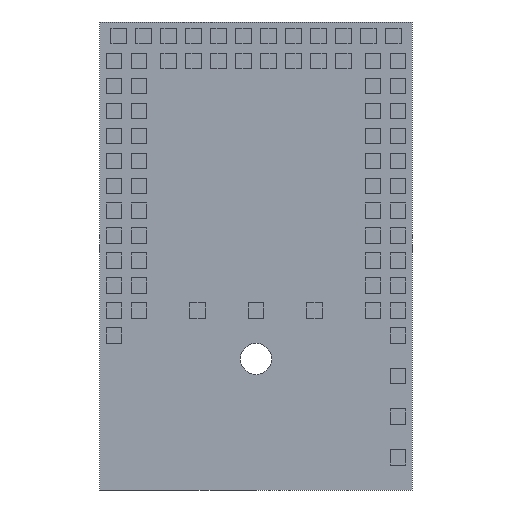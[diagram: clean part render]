
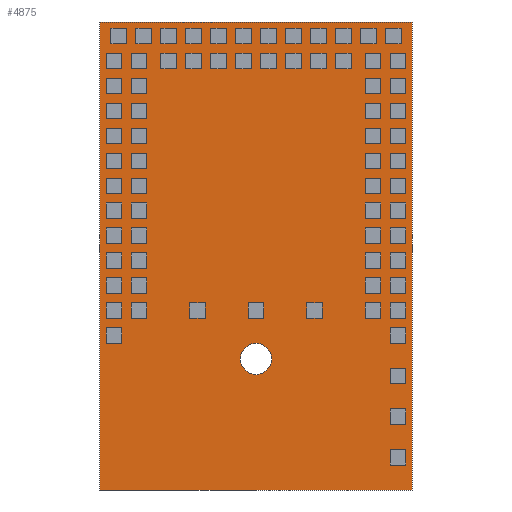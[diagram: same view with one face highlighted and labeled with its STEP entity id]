
A CAD part, front view. The second image highlights one B-rep face of the part: STEP entity #4875.
In plain terms, the highlighted planar face has unit normal (0, -1, 0).
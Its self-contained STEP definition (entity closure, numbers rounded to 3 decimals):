
#64 = DIRECTION ( 'NONE',  ( 0., 0., -1. ) ) ;
#181 = CARTESIAN_POINT ( 'NONE',  ( 5., 0., -11.3 ) ) ;
#207 = CARTESIAN_POINT ( 'NONE',  ( 10., 0., 0. ) ) ;
#310 = ORIENTED_EDGE ( 'NONE', *, *, #5351, .F. ) ;
#359 = LINE ( 'NONE', #4523, #2672 ) ;
#405 = CIRCLE ( 'NONE', #523, 0.5 ) ;
#523 = AXIS2_PLACEMENT_3D ( 'NONE', #4194, #906, #64 ) ;
#619 = VERTEX_POINT ( 'NONE', #6161 ) ;
#906 = DIRECTION ( 'NONE',  ( 0., 1., 0. ) ) ;
#928 = VERTEX_POINT ( 'NONE', #181 ) ;
#995 = DIRECTION ( 'NONE',  ( 0., 1., 0. ) ) ;
#1045 = AXIS2_PLACEMENT_3D ( 'NONE', #3364, #1830, #4782 ) ;
#1129 = DIRECTION ( 'NONE',  ( 0., 0., -1. ) ) ;
#1145 = CARTESIAN_POINT ( 'NONE',  ( 5., 0., -10.8 ) ) ;
#1149 = VERTEX_POINT ( 'NONE', #5019 ) ;
#1212 = EDGE_CURVE ( 'NONE', #2340, #1149, #6277, .T. ) ;
#1316 = VECTOR ( 'NONE', #6242, 1000. ) ;
#1465 = ORIENTED_EDGE ( 'NONE', *, *, #4791, .T. ) ;
#1830 = DIRECTION ( 'NONE',  ( 0., -1., 0. ) ) ;
#1961 = DIRECTION ( 'NONE',  ( 0., 0., 1. ) ) ;
#2115 = DIRECTION ( 'NONE',  ( 0., 0., -1. ) ) ;
#2177 = LINE ( 'NONE', #5206, #1316 ) ;
#2336 = EDGE_CURVE ( 'NONE', #1149, #5797, #359, .T. ) ;
#2340 = VERTEX_POINT ( 'NONE', #5983 ) ;
#2420 = CIRCLE ( 'NONE', #5737, 0.5 ) ;
#2628 = CARTESIAN_POINT ( 'NONE',  ( 0., 0., -15. ) ) ;
#2636 = VERTEX_POINT ( 'NONE', #207 ) ;
#2659 = ORIENTED_EDGE ( 'NONE', *, *, #1212, .F. ) ;
#2672 = VECTOR ( 'NONE', #1961, 1000. ) ;
#2710 = FACE_OUTER_BOUND ( 'NONE', #4935, .T. ) ;
#2784 = PLANE ( 'NONE',  #1045 ) ;
#3149 = CARTESIAN_POINT ( 'NONE',  ( 10., 0., 0. ) ) ;
#3364 = CARTESIAN_POINT ( 'NONE',  ( 0., 0., 0. ) ) ;
#3471 = CARTESIAN_POINT ( 'NONE',  ( 0., 0., 0. ) ) ;
#3795 = VECTOR ( 'NONE', #5546, 1000. ) ;
#4021 = VECTOR ( 'NONE', #1129, 1000. ) ;
#4194 = CARTESIAN_POINT ( 'NONE',  ( 5., 0., -10.8 ) ) ;
#4405 = EDGE_CURVE ( 'NONE', #5797, #2636, #2177, .T. ) ;
#4523 = CARTESIAN_POINT ( 'NONE',  ( 0., 0., 0. ) ) ;
#4583 = ORIENTED_EDGE ( 'NONE', *, *, #4405, .F. ) ;
#4782 = DIRECTION ( 'NONE',  ( 0., 0., -1. ) ) ;
#4791 = EDGE_CURVE ( 'NONE', #928, #619, #405, .T. ) ;
#4792 = FACE_BOUND ( 'NONE', #5335, .T. ) ;
#4875 = ADVANCED_FACE ( 'NONE', ( #4792, #2710 ), #2784, .T. ) ;
#4935 = EDGE_LOOP ( 'NONE', ( #6307, #2659, #310, #4583 ) ) ;
#5019 = CARTESIAN_POINT ( 'NONE',  ( 0., 0., -15. ) ) ;
#5166 = LINE ( 'NONE', #3149, #4021 ) ;
#5206 = CARTESIAN_POINT ( 'NONE',  ( 0., 0., 0. ) ) ;
#5327 = ORIENTED_EDGE ( 'NONE', *, *, #6006, .T. ) ;
#5335 = EDGE_LOOP ( 'NONE', ( #5327, #1465 ) ) ;
#5351 = EDGE_CURVE ( 'NONE', #2636, #2340, #5166, .T. ) ;
#5546 = DIRECTION ( 'NONE',  ( -1., 0., 0. ) ) ;
#5737 = AXIS2_PLACEMENT_3D ( 'NONE', #1145, #995, #2115 ) ;
#5797 = VERTEX_POINT ( 'NONE', #3471 ) ;
#5983 = CARTESIAN_POINT ( 'NONE',  ( 10., 0., -15. ) ) ;
#6006 = EDGE_CURVE ( 'NONE', #619, #928, #2420, .T. ) ;
#6161 = CARTESIAN_POINT ( 'NONE',  ( 5., 0., -10.3 ) ) ;
#6242 = DIRECTION ( 'NONE',  ( 1., 0., 0. ) ) ;
#6277 = LINE ( 'NONE', #2628, #3795 ) ;
#6307 = ORIENTED_EDGE ( 'NONE', *, *, #2336, .F. ) ;
